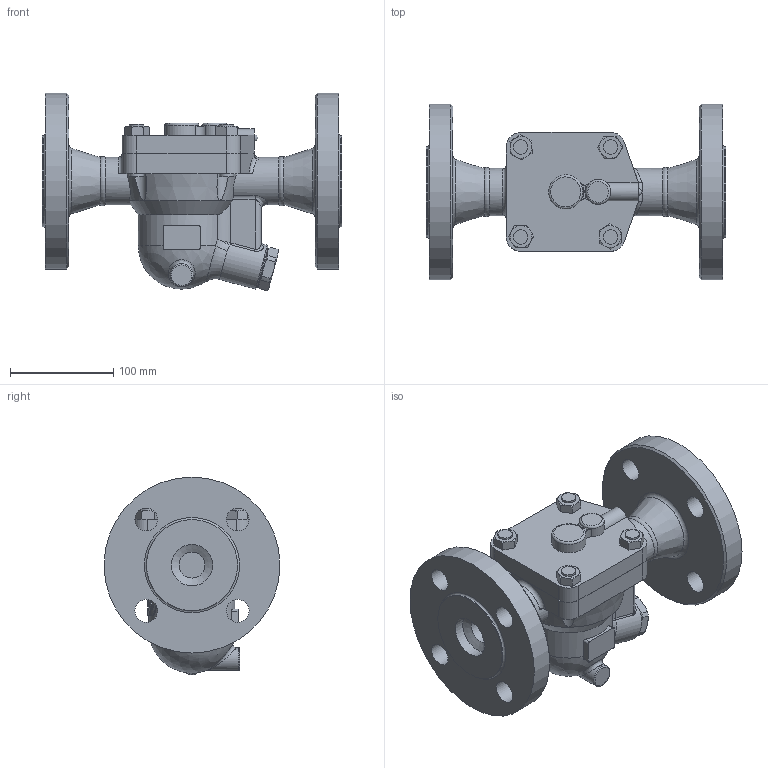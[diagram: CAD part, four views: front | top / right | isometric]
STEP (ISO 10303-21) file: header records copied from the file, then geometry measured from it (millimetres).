
FILE_DESCRIPTION((''),'2;1');
FILE_NAME('j5rlb-040-e0063-00.stp','2011-09-30T15:05:26',('sugie07'),(''),'Autodesk Inventor 2012','Autodesk Inventor 2012','');
FILE_SCHEMA(('AUTOMOTIVE_DESIGN { 1 0 10303 214 1 1 1 1 }'));
Length unit declared in the file: millimetre
Products named in the file (1): j5rlb-040-e0063-00
Bounding box: 290 x 170 x 191.08 mm (x, y, z)
Volume: 2479731.2 mm3; surface area: 253737.3 mm2
Topology: 1 solids, 1 shells, 286 faces, 702 edges, 441 vertices
Faces by surface type: plane 111, cylinder 78, cone 51, bspline 29, torus 15, sphere 2
Full cylindrical faces by diameter (mm): 14 x12, 16 x4, 22 x9, 25 x2, 27 x1, 40 x2, 44 x1, 46 x2, 80 x1, 88 x2, 170 x2
Entity records: 13358 total; most frequent: CARTESIAN_POINT 7216, ORIENTED_EDGE 1246, DIRECTION 1217, EDGE_CURVE 623, AXIS2_PLACEMENT_3D 514, VERTEX_POINT 422, EDGE_LOOP 393, FACE_OUTER_BOUND 286
